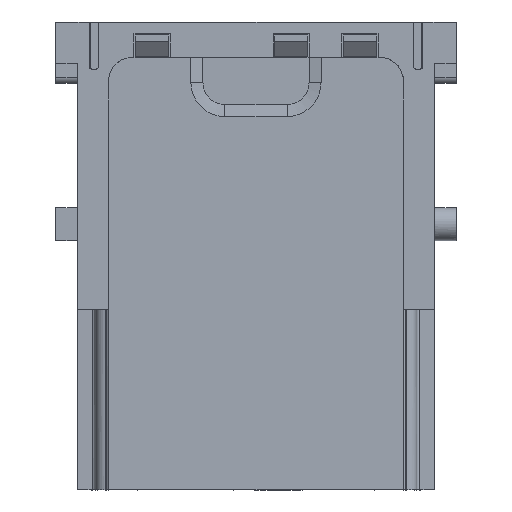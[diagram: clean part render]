
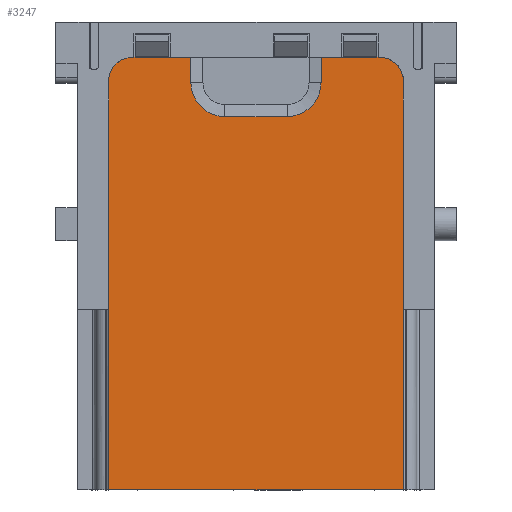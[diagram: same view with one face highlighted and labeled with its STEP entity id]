
A CAD part, left-side view. The second image highlights one B-rep face of the part: STEP entity #3247.
In plain terms, the highlighted planar face has unit normal (-1, 0, 0).
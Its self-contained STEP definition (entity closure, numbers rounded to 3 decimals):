
#3081=AXIS2_PLACEMENT_3D('Plane Axis2P3D',#3078,#3079,#3080) ;
#3101=AXIS2_PLACEMENT_3D('Circle Axis2P3D',#3099,#3100,$) ;
#3141=AXIS2_PLACEMENT_3D('Circle Axis2P3D',#3139,#3140,$) ;
#966=CARTESIAN_POINT('Vertex',(0.02,4.513,0.)) ;
#969=CARTESIAN_POINT('Line Origine',(0.02,17.,0.)) ;
#973=CARTESIAN_POINT('Vertex',(0.02,29.487,0.)) ;
#3063=CARTESIAN_POINT('Vertex',(0.02,4.513,15.3)) ;
#3066=CARTESIAN_POINT('Line Origine',(0.02,4.513,7.65)) ;
#3078=CARTESIAN_POINT('Axis2P3D Location',(0.02,17.,36.05)) ;
#3083=CARTESIAN_POINT('Line Origine',(0.02,25.8,36.7)) ;
#3087=CARTESIAN_POINT('Vertex',(0.02,24.25,36.7)) ;
#3089=CARTESIAN_POINT('Vertex',(0.02,27.35,36.7)) ;
#3092=CARTESIAN_POINT('Line Origine',(0.02,27.425,36.7)) ;
#3096=CARTESIAN_POINT('Vertex',(0.02,27.5,36.7)) ;
#3099=CARTESIAN_POINT('Axis2P3D Location',(0.02,27.5,34.7)) ;
#3103=CARTESIAN_POINT('Vertex',(0.02,29.5,34.7)) ;
#3106=CARTESIAN_POINT('Line Origine',(0.02,29.5,25.)) ;
#3110=CARTESIAN_POINT('Vertex',(0.02,29.5,15.3)) ;
#3113=CARTESIAN_POINT('Line Origine',(0.02,29.494,15.3)) ;
#3117=CARTESIAN_POINT('Vertex',(0.02,29.487,15.3)) ;
#3120=CARTESIAN_POINT('Line Origine',(0.02,29.487,7.65)) ;
#3125=CARTESIAN_POINT('Line Origine',(0.02,4.506,15.3)) ;
#3129=CARTESIAN_POINT('Vertex',(0.02,4.5,15.3)) ;
#3132=CARTESIAN_POINT('Line Origine',(0.02,4.5,25.)) ;
#3136=CARTESIAN_POINT('Vertex',(0.02,4.5,34.7)) ;
#3139=CARTESIAN_POINT('Axis2P3D Location',(0.02,6.5,34.7)) ;
#3143=CARTESIAN_POINT('Vertex',(0.02,6.5,36.7)) ;
#3146=CARTESIAN_POINT('Line Origine',(0.02,6.575,36.7)) ;
#3150=CARTESIAN_POINT('Vertex',(0.02,6.65,36.7)) ;
#3153=CARTESIAN_POINT('Line Origine',(0.02,8.2,36.7)) ;
#3157=CARTESIAN_POINT('Vertex',(0.02,9.75,36.7)) ;
#3160=CARTESIAN_POINT('Line Origine',(0.02,10.615,36.7)) ;
#3164=CARTESIAN_POINT('Vertex',(0.02,11.479,36.7)) ;
#3167=CARTESIAN_POINT('Line Origine',(0.02,11.479,35.633)) ;
#3171=CARTESIAN_POINT('Vertex',(0.02,11.479,34.566)) ;
#3175=CARTESIAN_POINT('Control Point',(0.02,11.479,34.566)) ;
#3176=CARTESIAN_POINT('Control Point',(0.02,11.479,34.233)) ;
#3177=CARTESIAN_POINT('Control Point',(0.02,11.527,33.9)) ;
#3178=CARTESIAN_POINT('Control Point',(0.02,11.623,33.576)) ;
#3179=CARTESIAN_POINT('Control Point',(0.02,11.906,32.966)) ;
#3180=CARTESIAN_POINT('Control Point',(0.02,12.349,32.46)) ;
#3181=CARTESIAN_POINT('Control Point',(0.02,12.606,32.241)) ;
#3182=CARTESIAN_POINT('Control Point',(0.02,13.097,31.933)) ;
#3183=CARTESIAN_POINT('Control Point',(0.02,13.646,31.755)) ;
#3184=CARTESIAN_POINT('Control Point',(0.02,13.884,31.704)) ;
#3185=CARTESIAN_POINT('Control Point',(0.02,14.125,31.679)) ;
#3186=CARTESIAN_POINT('Control Point',(0.02,14.366,31.679)) ;
#3187=CARTESIAN_POINT('Vertex',(0.02,14.366,31.679)) ;
#3190=CARTESIAN_POINT('Line Origine',(0.02,17.,31.679)) ;
#3194=CARTESIAN_POINT('Vertex',(0.02,19.634,31.679)) ;
#3198=CARTESIAN_POINT('Control Point',(0.02,19.634,31.679)) ;
#3199=CARTESIAN_POINT('Control Point',(0.02,19.967,31.679)) ;
#3200=CARTESIAN_POINT('Control Point',(0.02,20.3,31.727)) ;
#3201=CARTESIAN_POINT('Control Point',(0.02,20.624,31.823)) ;
#3202=CARTESIAN_POINT('Control Point',(0.02,21.234,32.106)) ;
#3203=CARTESIAN_POINT('Control Point',(0.02,21.74,32.549)) ;
#3204=CARTESIAN_POINT('Control Point',(0.02,21.959,32.806)) ;
#3205=CARTESIAN_POINT('Control Point',(0.02,22.267,33.297)) ;
#3206=CARTESIAN_POINT('Control Point',(0.02,22.445,33.846)) ;
#3207=CARTESIAN_POINT('Control Point',(0.02,22.496,34.084)) ;
#3208=CARTESIAN_POINT('Control Point',(0.02,22.521,34.325)) ;
#3209=CARTESIAN_POINT('Control Point',(0.02,22.521,34.566)) ;
#3210=CARTESIAN_POINT('Vertex',(0.02,22.521,34.566)) ;
#3213=CARTESIAN_POINT('Line Origine',(0.02,22.521,35.633)) ;
#3217=CARTESIAN_POINT('Vertex',(0.02,22.521,36.7)) ;
#3220=CARTESIAN_POINT('Line Origine',(0.02,23.385,36.7)) ;
#970=DIRECTION('Vector Direction',(0.,1.,0.)) ;
#3067=DIRECTION('Vector Direction',(0.,0.,1.)) ;
#3079=DIRECTION('Axis2P3D Direction',(-1.,-0.,-0.)) ;
#3080=DIRECTION('Axis2P3D XDirection',(0.,0.,-1.)) ;
#3084=DIRECTION('Vector Direction',(0.,1.,0.)) ;
#3093=DIRECTION('Vector Direction',(0.,1.,0.)) ;
#3100=DIRECTION('Axis2P3D Direction',(-1.,-0.,-0.)) ;
#3107=DIRECTION('Vector Direction',(0.,0.,-1.)) ;
#3114=DIRECTION('Vector Direction',(0.,-1.,0.)) ;
#3121=DIRECTION('Vector Direction',(0.,0.,-1.)) ;
#3126=DIRECTION('Vector Direction',(0.,1.,0.)) ;
#3133=DIRECTION('Vector Direction',(0.,0.,1.)) ;
#3140=DIRECTION('Axis2P3D Direction',(-1.,-0.,-0.)) ;
#3147=DIRECTION('Vector Direction',(0.,1.,0.)) ;
#3154=DIRECTION('Vector Direction',(0.,1.,0.)) ;
#3161=DIRECTION('Vector Direction',(0.,1.,0.)) ;
#3168=DIRECTION('Vector Direction',(0.,0.,-1.)) ;
#3191=DIRECTION('Vector Direction',(0.,1.,0.)) ;
#3214=DIRECTION('Vector Direction',(0.,0.,1.)) ;
#3221=DIRECTION('Vector Direction',(0.,1.,0.)) ;
#971=VECTOR('Line Direction',#970,1.) ;
#3068=VECTOR('Line Direction',#3067,1.) ;
#3085=VECTOR('Line Direction',#3084,1.) ;
#3094=VECTOR('Line Direction',#3093,1.) ;
#3108=VECTOR('Line Direction',#3107,1.) ;
#3115=VECTOR('Line Direction',#3114,1.) ;
#3122=VECTOR('Line Direction',#3121,1.) ;
#3127=VECTOR('Line Direction',#3126,1.) ;
#3134=VECTOR('Line Direction',#3133,1.) ;
#3148=VECTOR('Line Direction',#3147,1.) ;
#3155=VECTOR('Line Direction',#3154,1.) ;
#3162=VECTOR('Line Direction',#3161,1.) ;
#3169=VECTOR('Line Direction',#3168,1.) ;
#3192=VECTOR('Line Direction',#3191,1.) ;
#3215=VECTOR('Line Direction',#3214,1.) ;
#3222=VECTOR('Line Direction',#3221,1.) ;
#3226=ORIENTED_EDGE('',*,*,#3091,.T.) ;
#3227=ORIENTED_EDGE('',*,*,#3098,.T.) ;
#3228=ORIENTED_EDGE('',*,*,#3105,.T.) ;
#3229=ORIENTED_EDGE('',*,*,#3112,.T.) ;
#3230=ORIENTED_EDGE('',*,*,#3119,.T.) ;
#3231=ORIENTED_EDGE('',*,*,#3124,.T.) ;
#3232=ORIENTED_EDGE('',*,*,#975,.F.) ;
#3233=ORIENTED_EDGE('',*,*,#3070,.T.) ;
#3234=ORIENTED_EDGE('',*,*,#3131,.F.) ;
#3235=ORIENTED_EDGE('',*,*,#3138,.T.) ;
#3236=ORIENTED_EDGE('',*,*,#3145,.T.) ;
#3237=ORIENTED_EDGE('',*,*,#3152,.T.) ;
#3238=ORIENTED_EDGE('',*,*,#3159,.T.) ;
#3239=ORIENTED_EDGE('',*,*,#3166,.T.) ;
#3240=ORIENTED_EDGE('',*,*,#3173,.T.) ;
#3241=ORIENTED_EDGE('',*,*,#3189,.T.) ;
#3242=ORIENTED_EDGE('',*,*,#3196,.T.) ;
#3243=ORIENTED_EDGE('',*,*,#3212,.T.) ;
#3244=ORIENTED_EDGE('',*,*,#3219,.T.) ;
#3245=ORIENTED_EDGE('',*,*,#3224,.T.) ;
#3247=ADVANCED_FACE('Hauptkoerper.1.1',(#3246),#3082,.T.) ;
#3174=B_SPLINE_CURVE_WITH_KNOTS('',5,(#3175,#3176,#3177,#3178,#3179,#3180,#3181,#3182,#3183,#3184,#3185,#3186),.UNSPECIFIED.,.F.,.U.,(6,3,3,6),(0.,2.361,4.722,6.432),.UNSPECIFIED.) ;
#3197=B_SPLINE_CURVE_WITH_KNOTS('',5,(#3198,#3199,#3200,#3201,#3202,#3203,#3204,#3205,#3206,#3207,#3208,#3209),.UNSPECIFIED.,.F.,.U.,(6,3,3,6),(0.,2.361,4.722,6.432),.UNSPECIFIED.) ;
#3102=CIRCLE('generated circle',#3101,2.) ;
#3142=CIRCLE('generated circle',#3141,2.) ;
#975=EDGE_CURVE('',#967,#974,#972,.T.) ;
#3070=EDGE_CURVE('',#967,#3064,#3069,.T.) ;
#3091=EDGE_CURVE('',#3088,#3090,#3086,.T.) ;
#3098=EDGE_CURVE('',#3090,#3097,#3095,.T.) ;
#3105=EDGE_CURVE('',#3097,#3104,#3102,.T.) ;
#3112=EDGE_CURVE('',#3104,#3111,#3109,.T.) ;
#3119=EDGE_CURVE('',#3111,#3118,#3116,.T.) ;
#3124=EDGE_CURVE('',#3118,#974,#3123,.T.) ;
#3131=EDGE_CURVE('',#3130,#3064,#3128,.T.) ;
#3138=EDGE_CURVE('',#3130,#3137,#3135,.T.) ;
#3145=EDGE_CURVE('',#3137,#3144,#3142,.T.) ;
#3152=EDGE_CURVE('',#3144,#3151,#3149,.T.) ;
#3159=EDGE_CURVE('',#3151,#3158,#3156,.T.) ;
#3166=EDGE_CURVE('',#3158,#3165,#3163,.T.) ;
#3173=EDGE_CURVE('',#3165,#3172,#3170,.T.) ;
#3189=EDGE_CURVE('',#3172,#3188,#3174,.T.) ;
#3196=EDGE_CURVE('',#3188,#3195,#3193,.T.) ;
#3212=EDGE_CURVE('',#3195,#3211,#3197,.T.) ;
#3219=EDGE_CURVE('',#3211,#3218,#3216,.T.) ;
#3224=EDGE_CURVE('',#3218,#3088,#3223,.T.) ;
#3225=EDGE_LOOP('',(#3226,#3227,#3228,#3229,#3230,#3231,#3232,#3233,#3234,#3235,#3236,#3237,#3238,#3239,#3240,#3241,#3242,#3243,#3244,#3245)) ;
#3246=FACE_OUTER_BOUND('',#3225,.T.) ;
#972=LINE('Line',#969,#971) ;
#3069=LINE('Line',#3066,#3068) ;
#3086=LINE('Line',#3083,#3085) ;
#3095=LINE('Line',#3092,#3094) ;
#3109=LINE('Line',#3106,#3108) ;
#3116=LINE('Line',#3113,#3115) ;
#3123=LINE('Line',#3120,#3122) ;
#3128=LINE('Line',#3125,#3127) ;
#3135=LINE('Line',#3132,#3134) ;
#3149=LINE('Line',#3146,#3148) ;
#3156=LINE('Line',#3153,#3155) ;
#3163=LINE('Line',#3160,#3162) ;
#3170=LINE('Line',#3167,#3169) ;
#3193=LINE('Line',#3190,#3192) ;
#3216=LINE('Line',#3213,#3215) ;
#3223=LINE('Line',#3220,#3222) ;
#3082=PLANE('',#3081) ;
#967=VERTEX_POINT('',#966) ;
#974=VERTEX_POINT('',#973) ;
#3064=VERTEX_POINT('',#3063) ;
#3088=VERTEX_POINT('',#3087) ;
#3090=VERTEX_POINT('',#3089) ;
#3097=VERTEX_POINT('',#3096) ;
#3104=VERTEX_POINT('',#3103) ;
#3111=VERTEX_POINT('',#3110) ;
#3118=VERTEX_POINT('',#3117) ;
#3130=VERTEX_POINT('',#3129) ;
#3137=VERTEX_POINT('',#3136) ;
#3144=VERTEX_POINT('',#3143) ;
#3151=VERTEX_POINT('',#3150) ;
#3158=VERTEX_POINT('',#3157) ;
#3165=VERTEX_POINT('',#3164) ;
#3172=VERTEX_POINT('',#3171) ;
#3188=VERTEX_POINT('',#3187) ;
#3195=VERTEX_POINT('',#3194) ;
#3211=VERTEX_POINT('',#3210) ;
#3218=VERTEX_POINT('',#3217) ;
